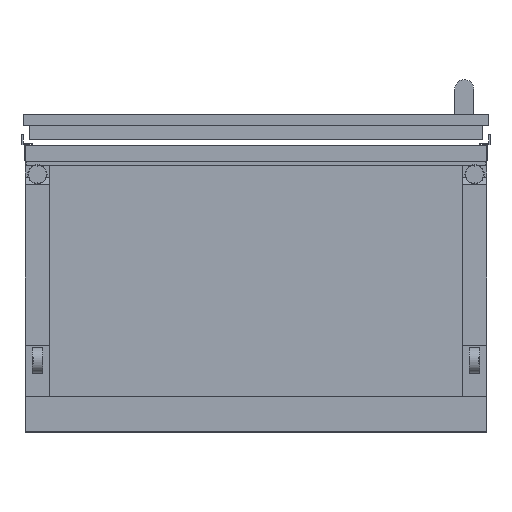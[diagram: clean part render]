
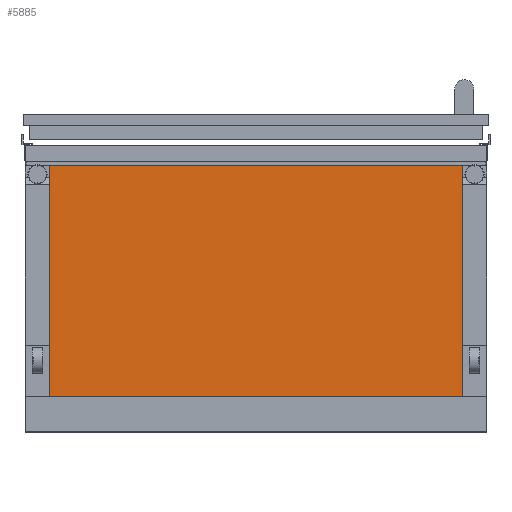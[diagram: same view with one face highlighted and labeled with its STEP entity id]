
A CAD part, front view. The second image highlights one B-rep face of the part: STEP entity #5885.
In plain terms, the highlighted planar face has unit normal (0, -1, 0).
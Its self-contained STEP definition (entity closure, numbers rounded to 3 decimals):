
#590 = VECTOR ( 'NONE', #1811, 1000. ) ;
#1040 = CARTESIAN_POINT ( 'NONE',  ( 1301.5, -1025.85, -280. ) ) ;
#1063 = FACE_OUTER_BOUND ( 'NONE', #9333, .T. ) ;
#1095 = CARTESIAN_POINT ( 'NONE',  ( 1301.5, -1025.85, -280. ) ) ;
#1336 = EDGE_CURVE ( 'NONE', #3805, #6710, #3569, .T. ) ;
#1421 = ORIENTED_EDGE ( 'NONE', *, *, #4613, .F. ) ;
#1486 = VECTOR ( 'NONE', #6026, 1000. ) ;
#1811 = DIRECTION ( 'NONE',  ( 0., 0., 1. ) ) ;
#1858 = VECTOR ( 'NONE', #6349, 1000. ) ;
#1869 = DIRECTION ( 'NONE',  ( 0., 0., 1. ) ) ;
#1973 = ORIENTED_EDGE ( 'NONE', *, *, #5362, .T. ) ;
#2658 = AXIS2_PLACEMENT_3D ( 'NONE', #1095, #5866, #1869 ) ;
#3569 = LINE ( 'NONE', #4414, #1486 ) ;
#3584 = DIRECTION ( 'NONE',  ( 1., 0., 0. ) ) ;
#3613 = CARTESIAN_POINT ( 'NONE',  ( 496.5, -1025.85, -210.4 ) ) ;
#3805 = VERTEX_POINT ( 'NONE', #3613 ) ;
#3983 = CARTESIAN_POINT ( 'NONE',  ( 1301.5, -1025.85, 240. ) ) ;
#4414 = CARTESIAN_POINT ( 'NONE',  ( 496.5, -1025.85, -280. ) ) ;
#4547 = VERTEX_POINT ( 'NONE', #3983 ) ;
#4613 = EDGE_CURVE ( 'NONE', #6710, #4547, #9036, .T. ) ;
#5362 = EDGE_CURVE ( 'NONE', #6580, #4547, #8784, .T. ) ;
#5866 = DIRECTION ( 'NONE',  ( 0., 1., 0. ) ) ;
#5885 = ADVANCED_FACE ( 'NONE', ( #1063 ), #9018, .F. ) ;
#5962 = LINE ( 'NONE', #7499, #7397 ) ;
#6026 = DIRECTION ( 'NONE',  ( 0., 0., 1. ) ) ;
#6349 = DIRECTION ( 'NONE',  ( 1., 0., 0. ) ) ;
#6580 = VERTEX_POINT ( 'NONE', #6607 ) ;
#6607 = CARTESIAN_POINT ( 'NONE',  ( 1301.5, -1025.85, -210.4 ) ) ;
#6710 = VERTEX_POINT ( 'NONE', #6958 ) ;
#6958 = CARTESIAN_POINT ( 'NONE',  ( 496.5, -1025.85, 240. ) ) ;
#7397 = VECTOR ( 'NONE', #3584, 1000. ) ;
#7499 = CARTESIAN_POINT ( 'NONE',  ( 1348.5, -1025.85, -210.4 ) ) ;
#8034 = ORIENTED_EDGE ( 'NONE', *, *, #9569, .T. ) ;
#8509 = ORIENTED_EDGE ( 'NONE', *, *, #1336, .F. ) ;
#8784 = LINE ( 'NONE', #1040, #590 ) ;
#9018 = PLANE ( 'NONE',  #2658 ) ;
#9036 = LINE ( 'NONE', #9469, #1858 ) ;
#9333 = EDGE_LOOP ( 'NONE', ( #8509, #8034, #1973, #1421 ) ) ;
#9469 = CARTESIAN_POINT ( 'NONE',  ( 1301.5, -1025.85, 240. ) ) ;
#9569 = EDGE_CURVE ( 'NONE', #3805, #6580, #5962, .T. ) ;
